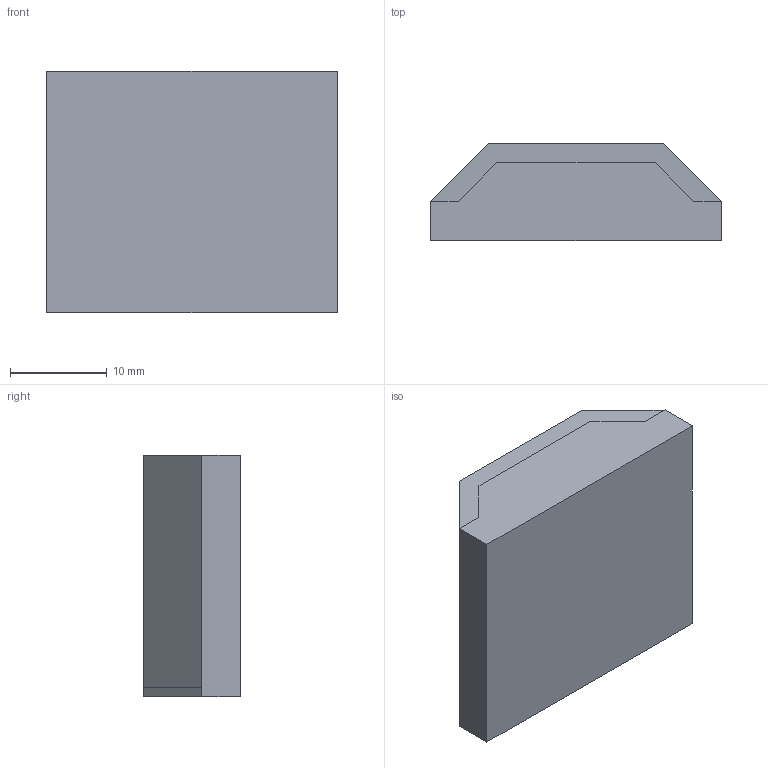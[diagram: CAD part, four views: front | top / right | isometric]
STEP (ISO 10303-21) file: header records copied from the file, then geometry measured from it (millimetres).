
FILE_DESCRIPTION(/* description */ (''),/* implementation_level */ '2;1');
FILE_NAME(/* name */ 'E_3_01_06_00_00_WKZ-0154.stp',/* time_stamp */ '2025-11-24T11:59:07+01:00',/* author */ ('d.fischer'),/* organization */ (''),/* preprocessor_version */ 'ST-DEVELOPER v20',/* originating_system */ 'Autodesk Inventor 2025',/* authorisation */ '');
FILE_SCHEMA (('AUTOMOTIVE_DESIGN { 1 0 10303 214 3 1 1 }'));
Length unit declared in the file: millimetre
Products named in the file (3): WKZ-0154; WKZ-0154-02; WKZ-0154-01
Assembly tree (2 placements, depth 2):
  WKZ-0154
    WKZ-0154-02
    WKZ-0154-01
Bounding box: 30.01 x 10 x 25 mm (x, y, z)
Volume: 6564.6 mm3; surface area: 4433.5 mm2
Topology: 2 solids, 2 shells, 35 faces, 91 edges, 60 vertices
Faces by surface type: plane 32, cylinder 3
Full cylindrical faces by diameter (mm): 2 x3
Entity records: 1183 total; most frequent: CARTESIAN_POINT 191, ORIENTED_EDGE 182, DIRECTION 177, EDGE_CURVE 91, LINE 85, VECTOR 85, VERTEX_POINT 60, AXIS2_PLACEMENT_3D 46
